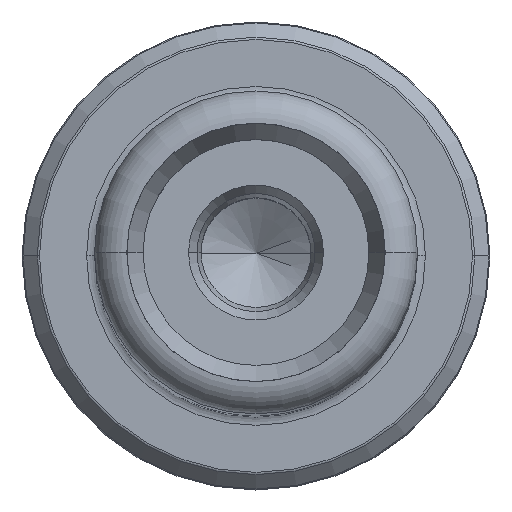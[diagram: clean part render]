
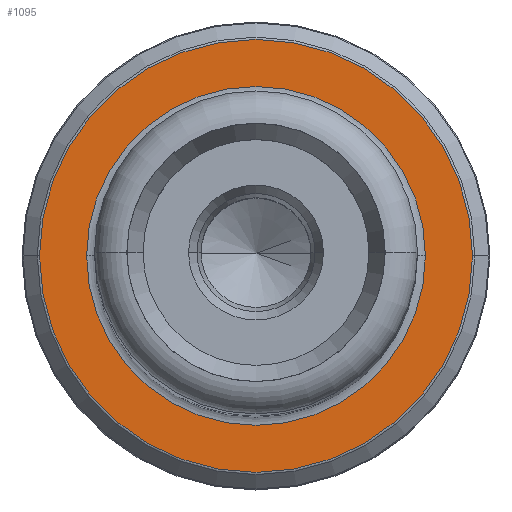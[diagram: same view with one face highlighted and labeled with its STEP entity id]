
A CAD part, top view. The second image highlights one B-rep face of the part: STEP entity #1095.
In plain terms, the highlighted planar face has unit normal (0, 0, 1).
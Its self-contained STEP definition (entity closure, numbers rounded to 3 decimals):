
#14 = AXIS2_PLACEMENT_3D ( 'NONE', #151, #3088, #2538 ) ;
#56 = AXIS2_PLACEMENT_3D ( 'NONE', #112, #477, #3130 ) ;
#112 = CARTESIAN_POINT ( 'NONE',  ( 0., 0., 20. ) ) ;
#151 = CARTESIAN_POINT ( 'NONE',  ( 0., 0., 20. ) ) ;
#235 = EDGE_CURVE ( 'NONE', #1868, #2390, #2209, .T. ) ;
#335 = CARTESIAN_POINT ( 'NONE',  ( -13.417, 0., 20. ) ) ;
#339 = EDGE_LOOP ( 'NONE', ( #2342, #2661 ) ) ;
#351 = CARTESIAN_POINT ( 'NONE',  ( 0., 0., 20. ) ) ;
#364 = ORIENTED_EDGE ( 'NONE', *, *, #235, .T. ) ;
#448 = AXIS2_PLACEMENT_3D ( 'NONE', #2113, #3626, #3811 ) ;
#477 = DIRECTION ( 'NONE',  ( 0., 0., -1. ) ) ;
#669 = VERTEX_POINT ( 'NONE', #335 ) ;
#852 = EDGE_CURVE ( 'NONE', #669, #1603, #1294, .T. ) ;
#918 = FACE_BOUND ( 'NONE', #1740, .T. ) ;
#1095 = ADVANCED_FACE ( 'NONE', ( #918, #1828 ), #1218, .T. ) ;
#1218 = PLANE ( 'NONE',  #448 ) ;
#1254 = DIRECTION ( 'NONE',  ( 1., 0., 0. ) ) ;
#1294 = CIRCLE ( 'NONE', #2293, 13.417 ) ;
#1547 = DIRECTION ( 'NONE',  ( 0., 0., 1. ) ) ;
#1593 = AXIS2_PLACEMENT_3D ( 'NONE', #351, #1547, #1254 ) ;
#1603 = VERTEX_POINT ( 'NONE', #3123 ) ;
#1732 = DIRECTION ( 'NONE',  ( 0., 0., 1. ) ) ;
#1740 = EDGE_LOOP ( 'NONE', ( #364, #3794 ) ) ;
#1746 = CIRCLE ( 'NONE', #56, 10.5 ) ;
#1812 = EDGE_CURVE ( 'NONE', #2390, #1868, #1746, .T. ) ;
#1828 = FACE_OUTER_BOUND ( 'NONE', #339, .T. ) ;
#1868 = VERTEX_POINT ( 'NONE', #2580 ) ;
#1980 = EDGE_CURVE ( 'NONE', #1603, #669, #3532, .T. ) ;
#2113 = CARTESIAN_POINT ( 'NONE',  ( 0., 0., 20. ) ) ;
#2209 = CIRCLE ( 'NONE', #14, 10.5 ) ;
#2293 = AXIS2_PLACEMENT_3D ( 'NONE', #2375, #1732, #3554 ) ;
#2342 = ORIENTED_EDGE ( 'NONE', *, *, #1980, .T. ) ;
#2375 = CARTESIAN_POINT ( 'NONE',  ( 0., 0., 20. ) ) ;
#2390 = VERTEX_POINT ( 'NONE', #3866 ) ;
#2538 = DIRECTION ( 'NONE',  ( -1., 0., 0. ) ) ;
#2580 = CARTESIAN_POINT ( 'NONE',  ( -10.5, 0., 20. ) ) ;
#2661 = ORIENTED_EDGE ( 'NONE', *, *, #852, .T. ) ;
#3088 = DIRECTION ( 'NONE',  ( 0., 0., -1. ) ) ;
#3123 = CARTESIAN_POINT ( 'NONE',  ( 13.417, 0., 20. ) ) ;
#3130 = DIRECTION ( 'NONE',  ( -1., 0., 0. ) ) ;
#3532 = CIRCLE ( 'NONE', #1593, 13.417 ) ;
#3554 = DIRECTION ( 'NONE',  ( 1., 0., 0. ) ) ;
#3626 = DIRECTION ( 'NONE',  ( 0., 0., 1. ) ) ;
#3794 = ORIENTED_EDGE ( 'NONE', *, *, #1812, .T. ) ;
#3811 = DIRECTION ( 'NONE',  ( 1., 0., 0. ) ) ;
#3866 = CARTESIAN_POINT ( 'NONE',  ( 10.5, 0., 20. ) ) ;
